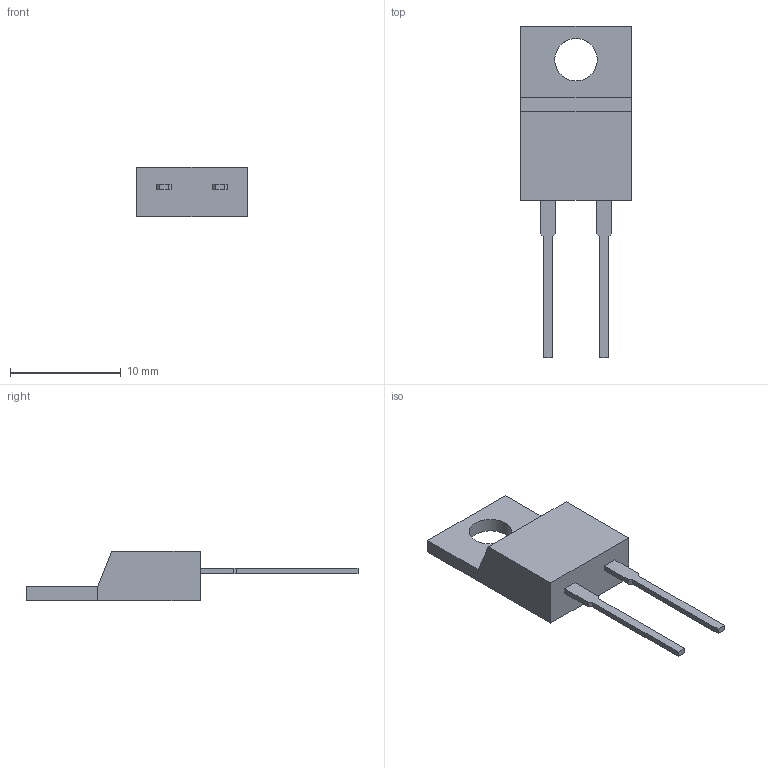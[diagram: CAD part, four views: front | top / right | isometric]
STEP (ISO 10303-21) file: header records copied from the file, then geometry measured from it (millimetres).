
FILE_DESCRIPTION (( 'STEP AP214' ), '1' );
FILE_NAME ('MUR840.STEP', '2021-09-16T23:57:36', ( '' ), ( '' ), 'SwSTEP 2.0', 'SolidWorks 2017', '' );
FILE_SCHEMA (( 'AUTOMOTIVE_DESIGN' ));
Length unit declared in the file: inch
Products named in the file (1): MUR840
Bounding box: 9.97 x 30.02 x 4.45 mm (x, y, z)
Volume: 471.1 mm3; surface area: 654.6 mm2
Topology: 4 solids, 4 shells, 44 faces, 106 edges, 70 vertices
Faces by surface type: plane 42, cylinder 2
Entity records: 1335 total; most frequent: CARTESIAN_POINT 221, ORIENTED_EDGE 212, DIRECTION 200, EDGE_CURVE 106, LINE 102, VECTOR 102, VERTEX_POINT 70, AXIS2_PLACEMENT_3D 49
